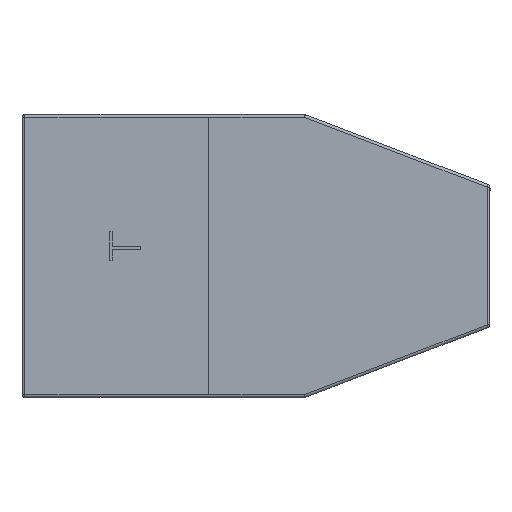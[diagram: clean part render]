
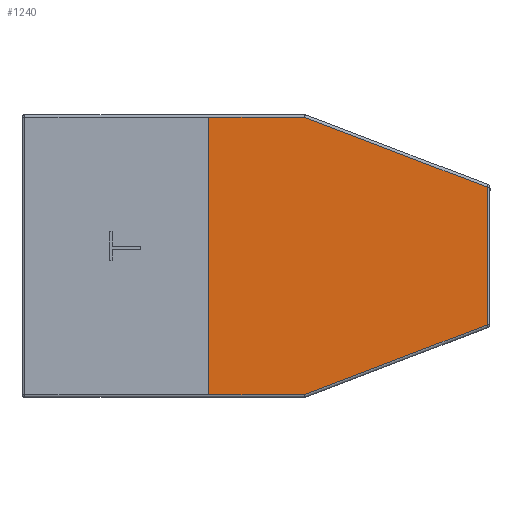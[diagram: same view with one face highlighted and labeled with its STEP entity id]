
A CAD part, front view. The second image highlights one B-rep face of the part: STEP entity #1240.
In plain terms, the highlighted planar face has unit normal (0, -1, 0).
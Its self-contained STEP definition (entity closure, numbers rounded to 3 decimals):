
#29 = LINE ( 'NONE', #976, #1796 ) ;
#175 = DIRECTION ( 'NONE',  ( 0., 0., 1. ) ) ;
#194 = DIRECTION ( 'NONE',  ( 1., 0., 0. ) ) ;
#207 = CARTESIAN_POINT ( 'NONE',  ( 138.61, -25., -32.044 ) ) ;
#229 = CARTESIAN_POINT ( 'NONE',  ( 28.369, -25., -74.195 ) ) ;
#344 = ORIENTED_EDGE ( 'NONE', *, *, #358, .T. ) ;
#358 = EDGE_CURVE ( 'NONE', #2114, #1653, #391, .T. ) ;
#391 = LINE ( 'NONE', #229, #1761 ) ;
#413 = VECTOR ( 'NONE', #1073, 1000. ) ;
#429 = CARTESIAN_POINT ( 'NONE',  ( 40.227, -25., 41.268 ) ) ;
#595 = DIRECTION ( 'NONE',  ( 0.934, 0., 0.357 ) ) ;
#713 = EDGE_CURVE ( 'NONE', #1815, #948, #2214, .T. ) ;
#739 = CARTESIAN_POINT ( 'NONE',  ( 0., -25., 0. ) ) ;
#754 = DIRECTION ( 'NONE',  ( 0., 0., 1. ) ) ;
#789 = FACE_OUTER_BOUND ( 'NONE', #1611, .T. ) ;
#792 = EDGE_CURVE ( 'NONE', #2297, #1197, #29, .T. ) ;
#838 = EDGE_CURVE ( 'NONE', #1653, #2297, #1320, .T. ) ;
#934 = VECTOR ( 'NONE', #1383, 1000. ) ;
#948 = VERTEX_POINT ( 'NONE', #429 ) ;
#953 = EDGE_CURVE ( 'NONE', #1197, #948, #1603, .T. ) ;
#976 = CARTESIAN_POINT ( 'NONE',  ( 23.211, -25., 60.704 ) ) ;
#1006 = CARTESIAN_POINT ( 'NONE',  ( 0., -25., -56.732 ) ) ;
#1073 = DIRECTION ( 'NONE',  ( 0., 0., 1. ) ) ;
#1108 = CARTESIAN_POINT ( 'NONE',  ( 74.042, -25., 41.268 ) ) ;
#1179 = CARTESIAN_POINT ( 'NONE',  ( 138.61, -25., 16.58 ) ) ;
#1185 = CARTESIAN_POINT ( 'NONE',  ( 0., -25., 41.268 ) ) ;
#1197 = VERTEX_POINT ( 'NONE', #1108 ) ;
#1226 = CARTESIAN_POINT ( 'NONE',  ( 74.042, -25., -56.732 ) ) ;
#1240 = ADVANCED_FACE ( 'NONE', ( #789 ), #2071, .F. ) ;
#1320 = LINE ( 'NONE', #2453, #1483 ) ;
#1333 = VECTOR ( 'NONE', #194, 1000. ) ;
#1374 = ORIENTED_EDGE ( 'NONE', *, *, #792, .T. ) ;
#1376 = ORIENTED_EDGE ( 'NONE', *, *, #713, .F. ) ;
#1383 = DIRECTION ( 'NONE',  ( -1., 0., 0. ) ) ;
#1403 = AXIS2_PLACEMENT_3D ( 'NONE', #739, #1542, #175 ) ;
#1483 = VECTOR ( 'NONE', #754, 1000. ) ;
#1541 = ORIENTED_EDGE ( 'NONE', *, *, #838, .T. ) ;
#1542 = DIRECTION ( 'NONE',  ( 0., 1., 0. ) ) ;
#1603 = LINE ( 'NONE', #1185, #934 ) ;
#1611 = EDGE_LOOP ( 'NONE', ( #1376, #2111, #344, #1541, #1374, #1878 ) ) ;
#1653 = VERTEX_POINT ( 'NONE', #207 ) ;
#1733 = DIRECTION ( 'NONE',  ( -0.934, 0., 0.357 ) ) ;
#1751 = CARTESIAN_POINT ( 'NONE',  ( 40.227, -25., -56.732 ) ) ;
#1761 = VECTOR ( 'NONE', #595, 1000. ) ;
#1796 = VECTOR ( 'NONE', #1733, 1000. ) ;
#1815 = VERTEX_POINT ( 'NONE', #1751 ) ;
#1819 = CARTESIAN_POINT ( 'NONE',  ( 40.227, -25., -56.732 ) ) ;
#1878 = ORIENTED_EDGE ( 'NONE', *, *, #953, .T. ) ;
#1931 = LINE ( 'NONE', #1006, #1333 ) ;
#2071 = PLANE ( 'NONE',  #1403 ) ;
#2111 = ORIENTED_EDGE ( 'NONE', *, *, #2316, .T. ) ;
#2114 = VERTEX_POINT ( 'NONE', #1226 ) ;
#2214 = LINE ( 'NONE', #1819, #413 ) ;
#2297 = VERTEX_POINT ( 'NONE', #1179 ) ;
#2316 = EDGE_CURVE ( 'NONE', #1815, #2114, #1931, .T. ) ;
#2453 = CARTESIAN_POINT ( 'NONE',  ( 138.61, -25., 0. ) ) ;
